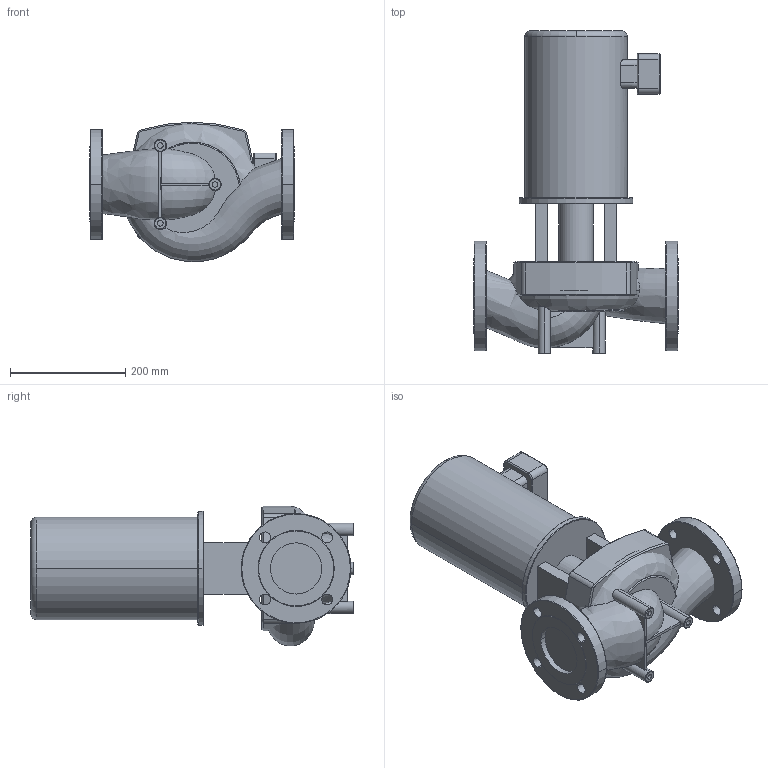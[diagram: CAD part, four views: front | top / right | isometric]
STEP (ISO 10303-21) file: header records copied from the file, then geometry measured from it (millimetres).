
FILE_DESCRIPTION((''),'2;1');
FILE_NAME('3d_IPL3-56_400-2 208-230_460_TEFC-2705047.stp','2009-12-21T08:52:31',(''),(''),'Mechanical Desktop 2008','Mechanical Desktop 2008',', , ');
FILE_SCHEMA(('CONFIG_CONTROL_DESIGN'));
Length unit declared in the file: inch
Products named in the file (1): Product
Bounding box: 355.6 x 561.38 x 242.21 mm (x, y, z)
Volume: 16902726.7 mm3; surface area: 830041.9 mm2
Topology: 10 solids, 10 shells, 220 faces, 531 edges, 342 vertices
Faces by surface type: bspline 78, cylinder 55, plane 44, cone 22, torus 21
Entity records: 13284 total; most frequent: CARTESIAN_POINT 8145, ORIENTED_EDGE 1062, DIRECTION 999, EDGE_CURVE 531, AXIS2_PLACEMENT_3D 372, VERTEX_POINT 342, VECTOR 255, LINE 255
